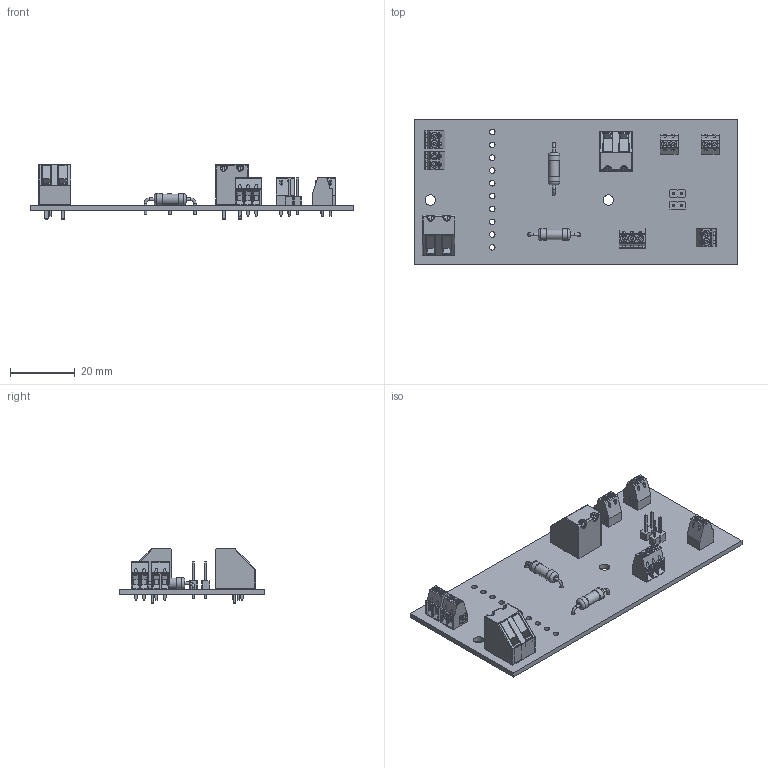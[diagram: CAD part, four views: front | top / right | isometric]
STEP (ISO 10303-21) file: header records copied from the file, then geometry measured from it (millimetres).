
FILE_DESCRIPTION(('FreeCAD Model'),'2;1');
FILE_NAME('Radia-V Audio Board.step', '2020-02-04T22:32:50',('Author'),(''), 'Open CASCADE STEP processor 7.3','FreeCAD','Unknown');
FILE_SCHEMA(('AUTOMOTIVE_DESIGN { 1 0 10303 214 1 1 1 1 }'));
Length unit declared in the file: millimetre
Products named in the file (20): Radial-V_Audio_board; Board_Geoms; Local_CS; Pcb; Open CASCADE STEP translator 7.3 1.1.2.1; PCB_Sketch; Step_Models; Top; J5_pxc_1725669_05_MPT-0-5-3-2-54_3D_5E2D553C; J9_Bloc_de_Jonction_05_MPT-0-5-2-2-54_3D_5E2C7317; J8_Bloc_de_Jonction_05_MPT-0-5-2-2-54_3D_5E2D52DA; J7_Bloc_de_Jonction_05_MPT-0-5-2-2-54_3D_5E2D5283; J2_Bloc_de_Jonction_05_MPT-0-5-2-2-54_3D_5E2D4C5B; J1_Bloc_de_Jonction_05_MPT-0-5-2-2-54_3D_5E2D4CB2; R2_R_Axial_DIN0411_L99mm_D36mm_P1524mm_Horizontal_5E2C7371; R1_R_Axial_DIN0411_L99mm_D36mm_P1524mm_Horizontal_5E2C735A; J6_AK300_2_5E2D532D; J4_AK300_2_5E2DA975; JP2_PinHeader_1x02_P254mm_Vertical_5E2D5374; JP1_PinHeader_1x02_P254mm_Vertical_5E2D53B3
Assembly tree (19 placements, depth 4):
  Radial-V_Audio_board
    Board_Geoms
      Local_CS
      Pcb
        Open CASCADE STEP translator 7.3 1.1.2.1
      PCB_Sketch
    Step_Models
      Top
        J5_pxc_1725669_05_MPT-0-5-3-2-54_3D_5E2D553C
        J9_Bloc_de_Jonction_05_MPT-0-5-2-2-54_3D_5E2C7317
        J8_Bloc_de_Jonction_05_MPT-0-5-2-2-54_3D_5E2D52DA
        J7_Bloc_de_Jonction_05_MPT-0-5-2-2-54_3D_5E2D5283
        J2_Bloc_de_Jonction_05_MPT-0-5-2-2-54_3D_5E2D4C5B
        J1_Bloc_de_Jonction_05_MPT-0-5-2-2-54_3D_5E2D4CB2
        R2_R_Axial_DIN0411_L99mm_D36mm_P1524mm_Horizontal_5E2C7371
        R1_R_Axial_DIN0411_L99mm_D36mm_P1524mm_Horizontal_5E2C735A
        J6_AK300_2_5E2D532D
        J4_AK300_2_5E2DA975
        JP2_PinHeader_1x02_P254mm_Vertical_5E2D5374
        JP1_PinHeader_1x02_P254mm_Vertical_5E2D53B3
Bounding box: 100 x 45 x 17.1 mm (x, y, z)
Volume: 11095.8 mm3; surface area: 15065.4 mm2
Topology: 13 solids, 13 shells, 1467 faces, 3564 edges, 2237 vertices
Faces by surface type: plane 917, cylinder 488, sphere 26, torus 20, bspline 16
Full cylindrical faces by diameter (mm): 0.8 x8, 0.9 x13, 1 x4, 1.1 x13, 1.2 x4, 1.5 x4, 1.7 x10, 2.16 x4, 2.455 x4, 3.2 x2, 3.24 x2, 3.6 x4
Entity records: 57730 total; most frequent: CARTESIAN_POINT 12460, DIRECTION 7485, ORIENTED_EDGE 7044, EDGE_CURVE 3522, AXIS2_PLACEMENT_3D 2601, LINE 2283, VECTOR 2283, VERTEX_POINT 2229
